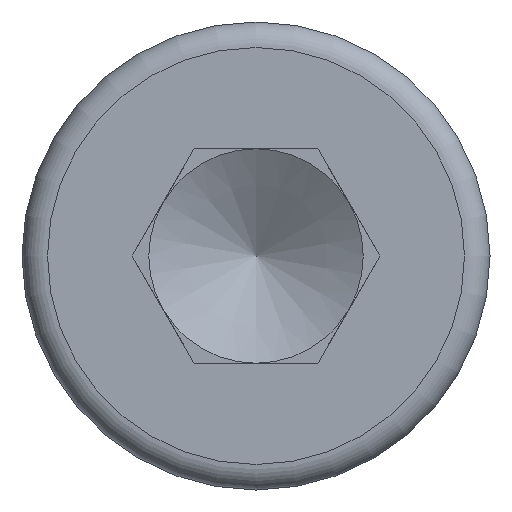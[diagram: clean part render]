
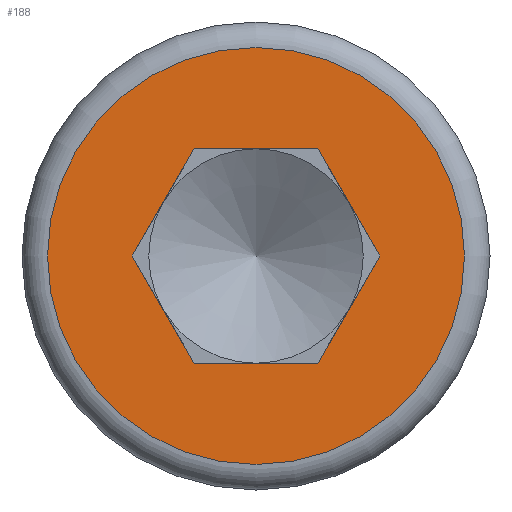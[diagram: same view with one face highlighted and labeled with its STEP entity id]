
A CAD part, left-side view. The second image highlights one B-rep face of the part: STEP entity #188.
In plain terms, the highlighted planar face has unit normal (-1, 0, 0).
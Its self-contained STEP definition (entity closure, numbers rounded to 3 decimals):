
#4 = VERTEX_POINT ( 'NONE', #29 ) ;
#29 = CARTESIAN_POINT ( 'NONE',  ( 0., 1.455, 0. ) ) ;
#73 = EDGE_CURVE ( 'NONE', #77, #77, #1200, .T. ) ;
#77 = VERTEX_POINT ( 'NONE', #2682 ) ;
#148 = DIRECTION ( 'NONE',  ( 0., -0.5, 0.866 ) ) ;
#151 = AXIS2_PLACEMENT_3D ( 'NONE', #936, #2448, #2458 ) ;
#158 = VECTOR ( 'NONE', #1551, 1000. ) ;
#188 = ADVANCED_FACE ( 'NONE', ( #1813, #902 ), #507, .T. ) ;
#213 = CARTESIAN_POINT ( 'NONE',  ( 0., -0.727, -1.26 ) ) ;
#252 = DIRECTION ( 'NONE',  ( 0., 0.5, -0.866 ) ) ;
#286 = EDGE_CURVE ( 'NONE', #346, #1267, #1862, .T. ) ;
#299 = CARTESIAN_POINT ( 'NONE',  ( 0., -0.727, 1.26 ) ) ;
#346 = VERTEX_POINT ( 'NONE', #1006 ) ;
#447 = EDGE_CURVE ( 'NONE', #4, #1267, #1053, .T. ) ;
#507 = PLANE ( 'NONE',  #1375 ) ;
#579 = CARTESIAN_POINT ( 'NONE',  ( 0., 1.455, 0. ) ) ;
#655 = CARTESIAN_POINT ( 'NONE',  ( 0., 0.727, 1.26 ) ) ;
#690 = LINE ( 'NONE', #893, #158 ) ;
#741 = CARTESIAN_POINT ( 'NONE',  ( 0., 0., 0. ) ) ;
#761 = ORIENTED_EDGE ( 'NONE', *, *, #1879, .T. ) ;
#893 = CARTESIAN_POINT ( 'NONE',  ( 0., 1.455, 0. ) ) ;
#902 = FACE_OUTER_BOUND ( 'NONE', #2252, .T. ) ;
#936 = CARTESIAN_POINT ( 'NONE',  ( 0., 0., 0. ) ) ;
#953 = VERTEX_POINT ( 'NONE', #1894 ) ;
#1006 = CARTESIAN_POINT ( 'NONE',  ( 0., -0.727, 1.26 ) ) ;
#1053 = LINE ( 'NONE', #579, #1521 ) ;
#1089 = ORIENTED_EDGE ( 'NONE', *, *, #1458, .F. ) ;
#1132 = VECTOR ( 'NONE', #1136, 1000. ) ;
#1136 = DIRECTION ( 'NONE',  ( 0., -0.5, -0.866 ) ) ;
#1158 = LINE ( 'NONE', #1402, #1132 ) ;
#1174 = LINE ( 'NONE', #1820, #1380 ) ;
#1200 = CIRCLE ( 'NONE', #151, 2.45 ) ;
#1267 = VERTEX_POINT ( 'NONE', #655 ) ;
#1356 = DIRECTION ( 'NONE',  ( -1., 0., 0. ) ) ;
#1375 = AXIS2_PLACEMENT_3D ( 'NONE', #741, #1356, #2191 ) ;
#1380 = VECTOR ( 'NONE', #2039, 1000. ) ;
#1402 = CARTESIAN_POINT ( 'NONE',  ( 0., -0.727, 1.26 ) ) ;
#1407 = ORIENTED_EDGE ( 'NONE', *, *, #2231, .T. ) ;
#1458 = EDGE_CURVE ( 'NONE', #953, #2192, #1174, .T. ) ;
#1495 = ORIENTED_EDGE ( 'NONE', *, *, #286, .F. ) ;
#1521 = VECTOR ( 'NONE', #148, 1000. ) ;
#1536 = ORIENTED_EDGE ( 'NONE', *, *, #73, .T. ) ;
#1551 = DIRECTION ( 'NONE',  ( 0., -0.5, -0.866 ) ) ;
#1681 = EDGE_CURVE ( 'NONE', #4, #953, #690, .T. ) ;
#1699 = VECTOR ( 'NONE', #252, 1000. ) ;
#1813 = FACE_BOUND ( 'NONE', #2680, .T. ) ;
#1820 = CARTESIAN_POINT ( 'NONE',  ( 0., 0.727, -1.26 ) ) ;
#1862 = LINE ( 'NONE', #299, #2688 ) ;
#1879 = EDGE_CURVE ( 'NONE', #346, #2259, #1158, .T. ) ;
#1894 = CARTESIAN_POINT ( 'NONE',  ( 0., 0.727, -1.26 ) ) ;
#2039 = DIRECTION ( 'NONE',  ( 0., -1., 0. ) ) ;
#2041 = ORIENTED_EDGE ( 'NONE', *, *, #447, .T. ) ;
#2089 = DIRECTION ( 'NONE',  ( 0., 1., 0. ) ) ;
#2149 = ORIENTED_EDGE ( 'NONE', *, *, #1681, .F. ) ;
#2191 = DIRECTION ( 'NONE',  ( 0., 0., 1. ) ) ;
#2192 = VERTEX_POINT ( 'NONE', #213 ) ;
#2211 = CARTESIAN_POINT ( 'NONE',  ( 0., -1.455, 0. ) ) ;
#2231 = EDGE_CURVE ( 'NONE', #2259, #2192, #2585, .T. ) ;
#2252 = EDGE_LOOP ( 'NONE', ( #1536 ) ) ;
#2259 = VERTEX_POINT ( 'NONE', #2441 ) ;
#2441 = CARTESIAN_POINT ( 'NONE',  ( 0., -1.455, 0. ) ) ;
#2448 = DIRECTION ( 'NONE',  ( -1., 0., 0. ) ) ;
#2458 = DIRECTION ( 'NONE',  ( 0., 0., 1. ) ) ;
#2585 = LINE ( 'NONE', #2211, #1699 ) ;
#2680 = EDGE_LOOP ( 'NONE', ( #2041, #1495, #761, #1407, #1089, #2149 ) ) ;
#2682 = CARTESIAN_POINT ( 'NONE',  ( 0., 0., 2.45 ) ) ;
#2688 = VECTOR ( 'NONE', #2089, 1000. ) ;
